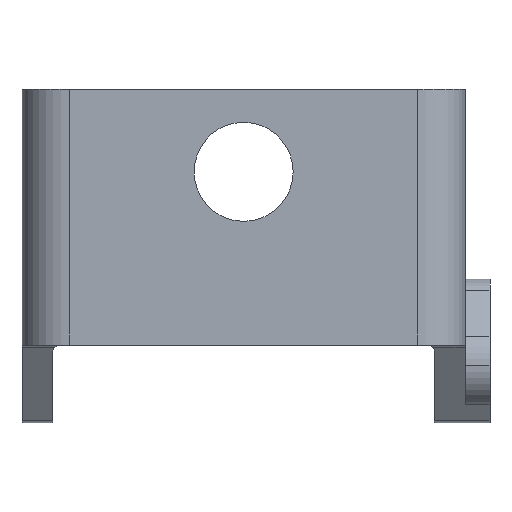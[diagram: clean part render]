
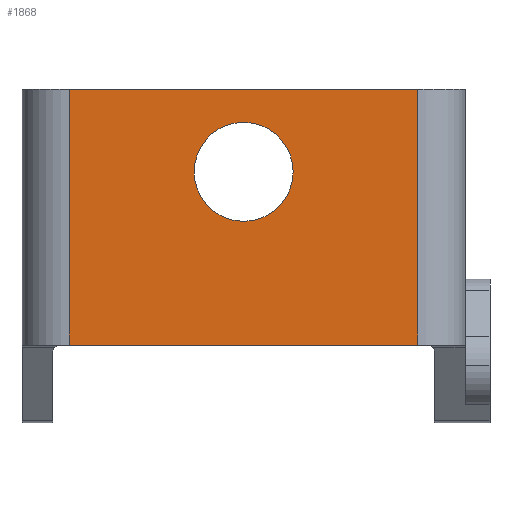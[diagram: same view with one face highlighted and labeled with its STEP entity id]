
A CAD part, front view. The second image highlights one B-rep face of the part: STEP entity #1868.
In plain terms, the highlighted planar face has unit normal (0, -1, 0).
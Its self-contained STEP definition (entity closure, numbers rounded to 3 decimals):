
#7 = ORIENTED_EDGE ( 'NONE', *, *, #1726, .T. ) ;
#15 = LINE ( 'NONE', #496, #1107 ) ;
#22 = CARTESIAN_POINT ( 'NONE',  ( -21.125, 0., 11.5 ) ) ;
#53 = VECTOR ( 'NONE', #1296, 1000. ) ;
#60 = EDGE_LOOP ( 'NONE', ( #7, #1511, #700, #66 ) ) ;
#66 = ORIENTED_EDGE ( 'NONE', *, *, #2159, .T. ) ;
#104 = CARTESIAN_POINT ( 'NONE',  ( -26.875, 0., 11.5 ) ) ;
#261 = FACE_OUTER_BOUND ( 'NONE', #60, .T. ) ;
#308 = VERTEX_POINT ( 'NONE', #1018 ) ;
#324 = DIRECTION ( 'NONE',  ( 0., 0., -1. ) ) ;
#354 = VECTOR ( 'NONE', #1736, 1000. ) ;
#358 = AXIS2_PLACEMENT_3D ( 'NONE', #1251, #505, #1612 ) ;
#420 = LINE ( 'NONE', #104, #354 ) ;
#496 = CARTESIAN_POINT ( 'NONE',  ( -21.125, 0., 42.5 ) ) ;
#505 = DIRECTION ( 'NONE',  ( 0., 1., 0. ) ) ;
#679 = DIRECTION ( 'NONE',  ( 0., -1., 0. ) ) ;
#684 = EDGE_LOOP ( 'NONE', ( #1951, #1839 ) ) ;
#700 = ORIENTED_EDGE ( 'NONE', *, *, #1188, .F. ) ;
#737 = CARTESIAN_POINT ( 'NONE',  ( 21.125, 0., 42.5 ) ) ;
#864 = VERTEX_POINT ( 'NONE', #1574 ) ;
#898 = EDGE_CURVE ( 'NONE', #864, #308, #1680, .T. ) ;
#924 = EDGE_CURVE ( 'NONE', #308, #864, #1512, .T. ) ;
#990 = LINE ( 'NONE', #737, #53 ) ;
#1018 = CARTESIAN_POINT ( 'NONE',  ( 0., 0., 26.5 ) ) ;
#1054 = PLANE ( 'NONE',  #358 ) ;
#1082 = VERTEX_POINT ( 'NONE', #2051 ) ;
#1085 = AXIS2_PLACEMENT_3D ( 'NONE', #1602, #1583, #1972 ) ;
#1107 = VECTOR ( 'NONE', #324, 1000. ) ;
#1188 = EDGE_CURVE ( 'NONE', #1082, #1466, #2299, .T. ) ;
#1251 = CARTESIAN_POINT ( 'NONE',  ( -26.875, 0., 42.5 ) ) ;
#1293 = AXIS2_PLACEMENT_3D ( 'NONE', #1770, #679, #2160 ) ;
#1296 = DIRECTION ( 'NONE',  ( 0., 0., -1. ) ) ;
#1466 = VERTEX_POINT ( 'NONE', #2000 ) ;
#1511 = ORIENTED_EDGE ( 'NONE', *, *, #2055, .F. ) ;
#1512 = CIRCLE ( 'NONE', #1293, 6. ) ;
#1563 = DIRECTION ( 'NONE',  ( 1., 0., 0. ) ) ;
#1574 = CARTESIAN_POINT ( 'NONE',  ( 0., 0., 38.5 ) ) ;
#1583 = DIRECTION ( 'NONE',  ( 0., -1., 0. ) ) ;
#1602 = CARTESIAN_POINT ( 'NONE',  ( 0., 0., 32.5 ) ) ;
#1604 = VERTEX_POINT ( 'NONE', #22 ) ;
#1612 = DIRECTION ( 'NONE',  ( 0., 0., 1. ) ) ;
#1680 = CIRCLE ( 'NONE', #1085, 6. ) ;
#1703 = VERTEX_POINT ( 'NONE', #2109 ) ;
#1726 = EDGE_CURVE ( 'NONE', #1604, #1703, #420, .T. ) ;
#1736 = DIRECTION ( 'NONE',  ( 1., 0., 0. ) ) ;
#1770 = CARTESIAN_POINT ( 'NONE',  ( 0., 0., 32.5 ) ) ;
#1839 = ORIENTED_EDGE ( 'NONE', *, *, #898, .F. ) ;
#1868 = ADVANCED_FACE ( 'NONE', ( #261, #1905 ), #1054, .F. ) ;
#1889 = VECTOR ( 'NONE', #1563, 1000. ) ;
#1905 = FACE_BOUND ( 'NONE', #684, .T. ) ;
#1932 = CARTESIAN_POINT ( 'NONE',  ( -26.875, 0., 42.5 ) ) ;
#1951 = ORIENTED_EDGE ( 'NONE', *, *, #924, .F. ) ;
#1972 = DIRECTION ( 'NONE',  ( 0., 0., 1. ) ) ;
#2000 = CARTESIAN_POINT ( 'NONE',  ( 21.125, 0., 42.5 ) ) ;
#2051 = CARTESIAN_POINT ( 'NONE',  ( -21.125, 0., 42.5 ) ) ;
#2055 = EDGE_CURVE ( 'NONE', #1466, #1703, #990, .T. ) ;
#2109 = CARTESIAN_POINT ( 'NONE',  ( 21.125, 0., 11.5 ) ) ;
#2159 = EDGE_CURVE ( 'NONE', #1082, #1604, #15, .T. ) ;
#2160 = DIRECTION ( 'NONE',  ( 0., 0., 1. ) ) ;
#2299 = LINE ( 'NONE', #1932, #1889 ) ;
